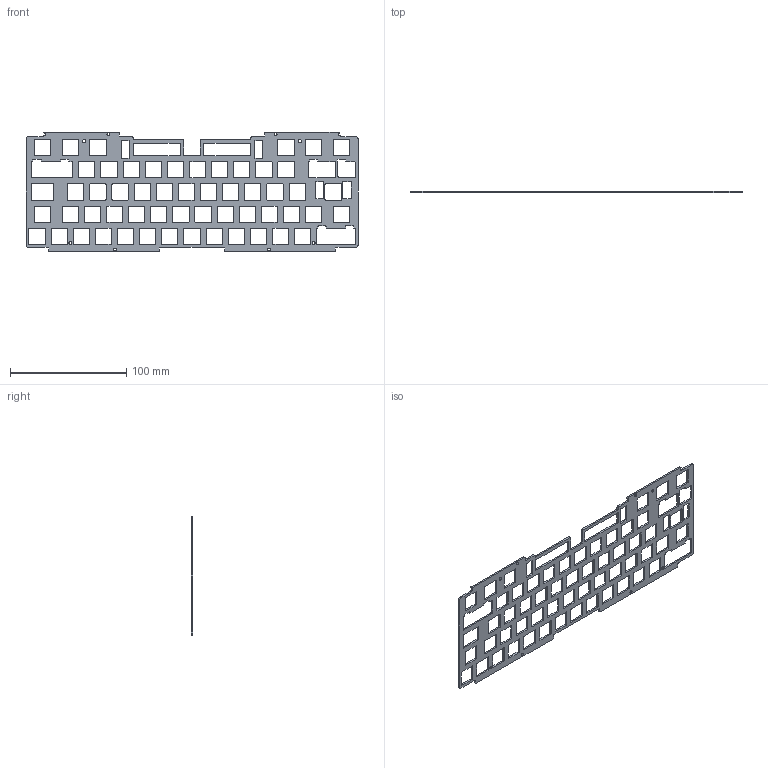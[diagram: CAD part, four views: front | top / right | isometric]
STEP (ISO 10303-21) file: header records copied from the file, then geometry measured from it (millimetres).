
FILE_DESCRIPTION(/* description */ (''),/* implementation_level */ '2;1');
FILE_NAME(/* name */ 'plate.step',/* time_stamp */ '2022-05-09T22:03:08-04:00',/* author */ (''),/* organization */ (''),/* preprocessor_version */ 'ST-DEVELOPER v18.1',/* originating_system */ 'Autodesk Translation Framework v10.14.0.1471',/* authorisation */ '');
FILE_SCHEMA (('AUTOMOTIVE_DESIGN { 1 0 10303 214 3 1 1 }'));
Length unit declared in the file: millimetre
Products named in the file (1): plate
Bounding box: 285.75 x 1.5 x 103.25 mm (x, y, z)
Volume: 21109.9 mm3; surface area: 35195.5 mm2
Topology: 1 solids, 1 shells, 637 faces, 1905 edges, 1270 vertices
Faces by surface type: cylinder 319, plane 318
Full cylindrical faces by diameter (mm): 2.5 x8
Entity records: 21946 total; most frequent: DIRECTION 3819, CARTESIAN_POINT 3813, ORIENTED_EDGE 3810, EDGE_CURVE 1905, AXIS2_PLACEMENT_3D 1276, VERTEX_POINT 1270, LINE 1267, VECTOR 1267
